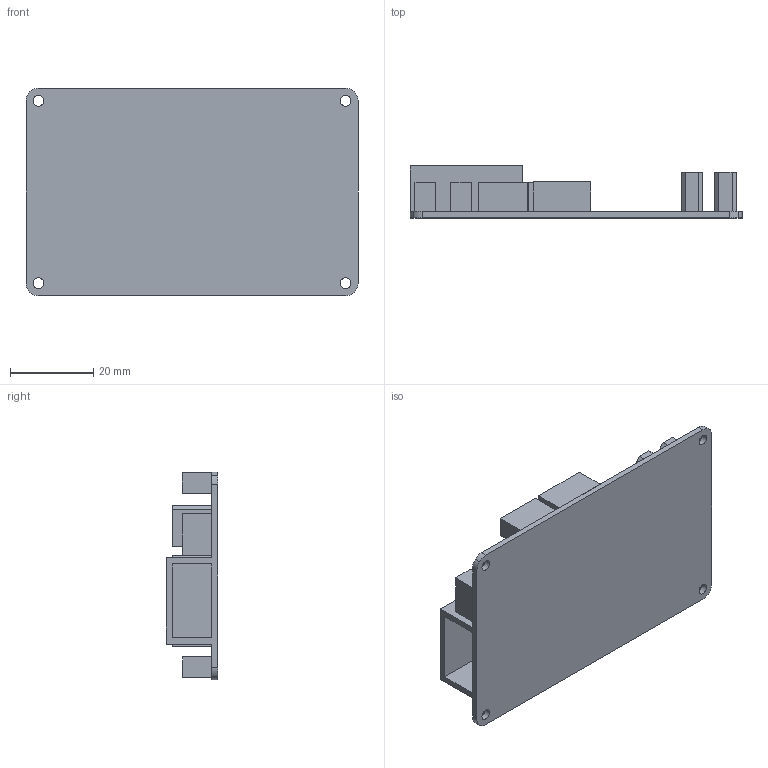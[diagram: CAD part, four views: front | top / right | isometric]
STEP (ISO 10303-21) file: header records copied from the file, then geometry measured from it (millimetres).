
FILE_DESCRIPTION (( 'STEP AP214' ), '1' );
FILE_NAME ('PDB.step.STEP', '2023-12-11T13:49:13', ( '' ), ( '' ), 'SwSTEP 2.0', 'SolidWorks 2023', '' );
FILE_SCHEMA (( 'AUTOMOTIVE_DESIGN' ));
Length unit declared in the file: millimetre
Products named in the file (1): PDB.step
Bounding box: 80 x 12.5 x 50 mm (x, y, z)
Volume: 12681.5 mm3; surface area: 13676.8 mm2
Topology: 1 solids, 1 shells, 98 faces, 252 edges, 168 vertices
Faces by surface type: plane 82, cylinder 16
Entity records: 2987 total; most frequent: CARTESIAN_POINT 519, ORIENTED_EDGE 504, DIRECTION 482, EDGE_CURVE 252, LINE 220, VECTOR 220, VERTEX_POINT 168, AXIS2_PLACEMENT_3D 131
